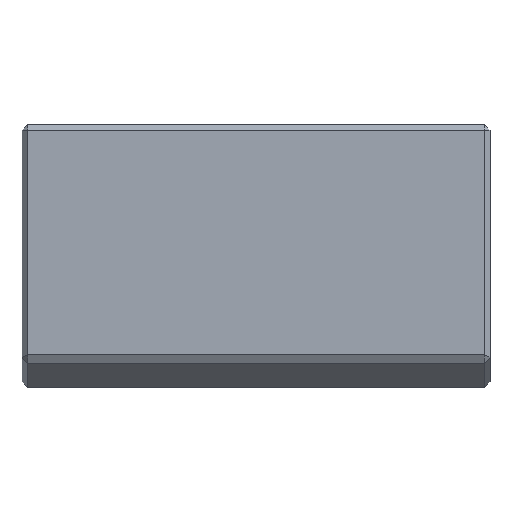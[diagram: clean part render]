
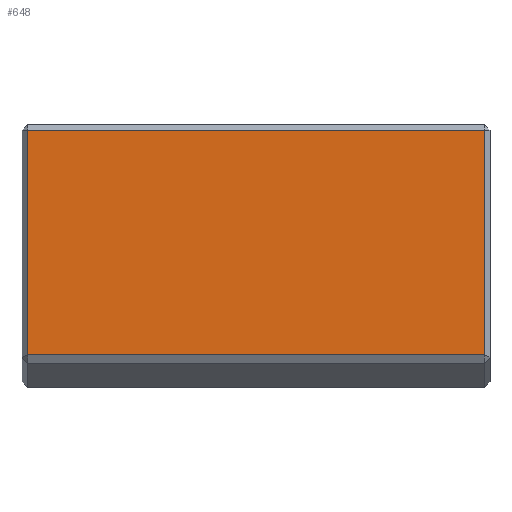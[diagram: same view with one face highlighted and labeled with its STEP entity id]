
A CAD part, left-side view. The second image highlights one B-rep face of the part: STEP entity #648.
In plain terms, the highlighted planar face has unit normal (-1, 0, 0).
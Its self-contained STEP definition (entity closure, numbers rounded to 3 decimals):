
#76=FACE_OUTER_BOUND('',#122,.T.);
#122=EDGE_LOOP('',(#529,#530,#531,#532));
#189=LINE('',#1034,#257);
#192=LINE('',#1038,#260);
#196=LINE('',#1044,#264);
#198=LINE('',#1047,#266);
#257=VECTOR('',#833,10.);
#260=VECTOR('',#838,10.);
#264=VECTOR('',#846,10.);
#266=VECTOR('',#850,10.);
#277=VERTEX_POINT('',#936);
#284=VERTEX_POINT('',#955);
#289=VERTEX_POINT('',#971);
#296=VERTEX_POINT('',#986);
#375=EDGE_CURVE('',#289,#296,#189,.T.);
#378=EDGE_CURVE('',#296,#284,#192,.T.);
#382=EDGE_CURVE('',#277,#289,#196,.T.);
#384=EDGE_CURVE('',#284,#277,#198,.T.);
#529=ORIENTED_EDGE('',*,*,#375,.F.);
#530=ORIENTED_EDGE('',*,*,#382,.F.);
#531=ORIENTED_EDGE('',*,*,#384,.F.);
#532=ORIENTED_EDGE('',*,*,#378,.F.);
#612=PLANE('',#716);
#648=ADVANCED_FACE('',(#76),#612,.T.);
#716=AXIS2_PLACEMENT_3D('',#1066,#874,#875);
#833=DIRECTION('',(0.,-1.,0.));
#838=DIRECTION('',(0.,0.,-1.));
#846=DIRECTION('',(0.,0.,1.));
#850=DIRECTION('',(0.,1.,0.));
#874=DIRECTION('center_axis',(-1.,0.,0.));
#875=DIRECTION('ref_axis',(0.,0.,1.));
#936=CARTESIAN_POINT('',(-5.,39.5,-3.691));
#955=CARTESIAN_POINT('',(-5.,0.5,-3.691));
#971=CARTESIAN_POINT('',(-5.,39.5,15.5));
#986=CARTESIAN_POINT('',(-5.,0.5,15.5));
#1034=CARTESIAN_POINT('',(-5.,0.,15.5));
#1038=CARTESIAN_POINT('',(-5.,0.5,0.632));
#1044=CARTESIAN_POINT('',(-5.,39.5,0.632));
#1047=CARTESIAN_POINT('',(-5.,0.,-3.691));
#1066=CARTESIAN_POINT('Origin',(-5.,0.,-4.191));
